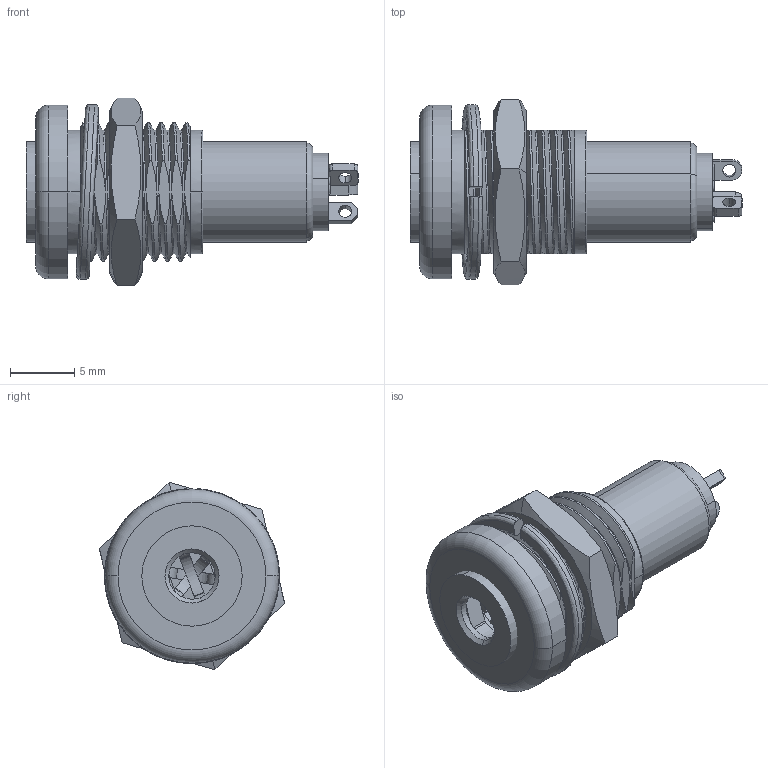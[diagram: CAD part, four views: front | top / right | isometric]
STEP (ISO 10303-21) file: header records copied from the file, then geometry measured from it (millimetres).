
FILE_DESCRIPTION (( 'STEP AP203' ), '1' );
FILE_NAME ('54-00173_revA.STEP', '2019-11-12T22:27:20', ( '' ), ( '' ), 'SwSTEP 2.0', 'SolidWorks 2015', '' );
FILE_SCHEMA (( 'CONFIG_CONTROL_DESIGN' ));
Length unit declared in the file: millimetre
Products named in the file (11): 50-00041 insulator; 50-00041 shell; 50-00041 contact 2; 50-00041 contact 3; 56-00001; 50-00041 ring; 24-00287_Audio Jacks; 56-00000; 50-00041 contact 1; 50-00041; 54-00173_revA
Assembly tree (10 placements, depth 3):
  54-00173_revA
    24-00287_Audio Jacks
    50-00041
      50-00041 contact 1
      50-00041 contact 2
      50-00041 contact 3
      50-00041 insulator
      50-00041 ring
      50-00041 shell
    56-00000
    56-00001
Bounding box: 25.8 x 14.41 x 14.58 mm (x, y, z)
Volume: 1622.1 mm3; surface area: 4087.3 mm2
Topology: 9 solids, 9 shells, 487 faces, 1381 edges, 915 vertices
Faces by surface type: cylinder 193, plane 171, bspline 109, torus 8, cone 6
Entity records: 41096 total; most frequent: CARTESIAN_POINT 28037, ORIENTED_EDGE 2754, DIRECTION 2209, EDGE_CURVE 1377, VERTEX_POINT 915, AXIS2_PLACEMENT_3D 764, VECTOR 681, LINE 681
